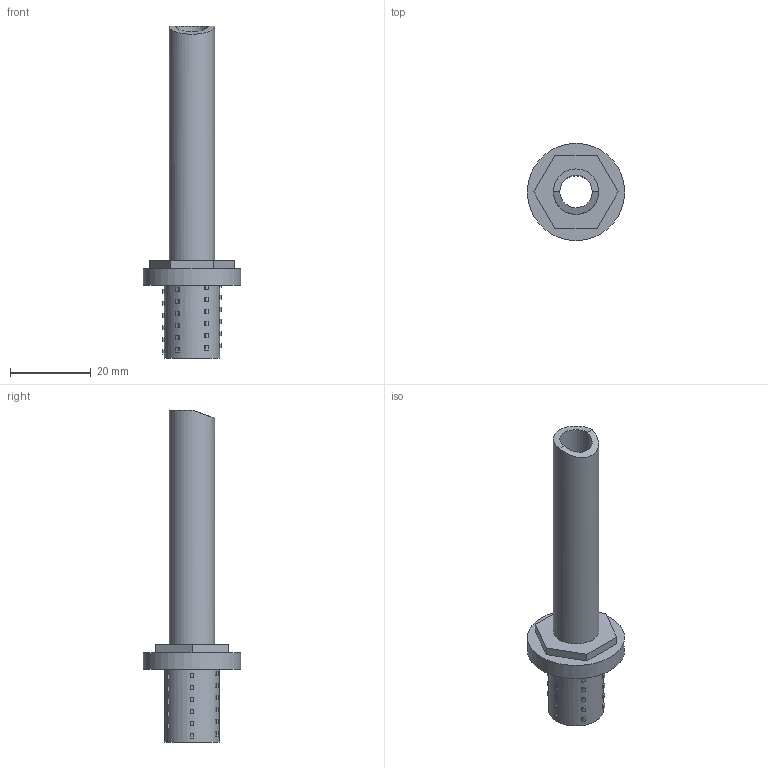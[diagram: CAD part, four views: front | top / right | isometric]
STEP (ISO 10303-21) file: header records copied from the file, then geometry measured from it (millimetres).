
FILE_DESCRIPTION(('Open CASCADE Model'),'2;1');
FILE_NAME('Open CASCADE Shape Model','2026-01-19T09:56:59',('Author'),( 'Open CASCADE'),'Open CASCADE STEP processor 7.7','Open CASCADE 7.7' ,'Unknown');
FILE_SCHEMA(('AUTOMOTIVE_DESIGN { 1 0 10303 214 1 1 1 1 }'));
Length unit declared in the file: millimetre
Products named in the file (1): Open CASCADE STEP translator 7.7 1
Bounding box: 24 x 24 x 82 mm (x, y, z)
Volume: 6469.3 mm3; surface area: 6314.5 mm2
Topology: 1 solids, 1 shells, 188 faces, 463 edges, 308 vertices
Faces by surface type: plane 182, cylinder 6
Full cylindrical faces by diameter (mm): 8 x1, 11.2 x1, 13.6 x1, 19.2 x1, 21.2 x1, 24 x1
Entity records: 11820 total; most frequent: CARTESIAN_POINT 2394, DIRECTION 1777, LINE 1203, VECTOR 1203, ORIENTED_EDGE 926, PCURVE 926, DEFINITIONAL_REPRESENTATION 926, EDGE_CURVE 463
